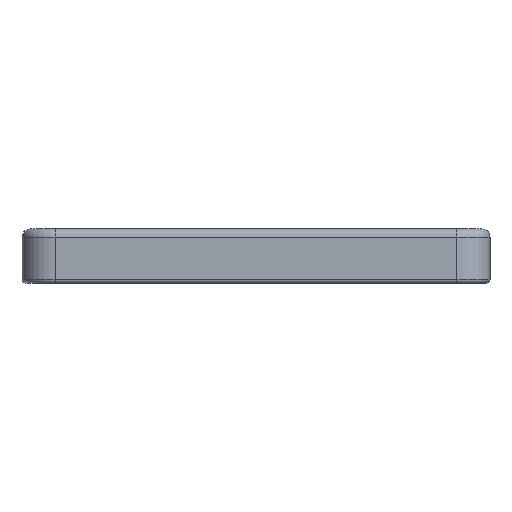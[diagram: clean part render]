
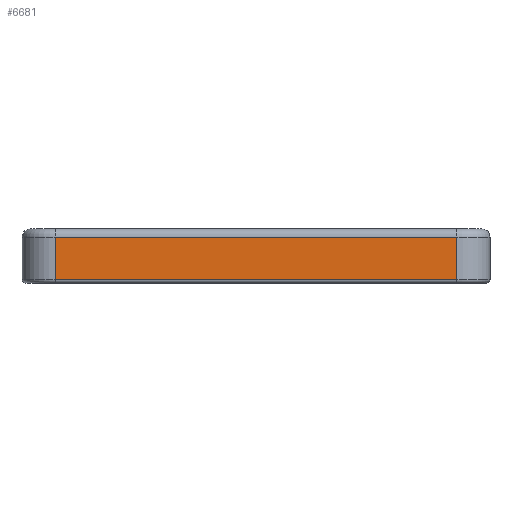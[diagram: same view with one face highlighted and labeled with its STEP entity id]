
A CAD part, left-side view. The second image highlights one B-rep face of the part: STEP entity #6681.
In plain terms, the highlighted planar face has unit normal (-1, 0, 0).
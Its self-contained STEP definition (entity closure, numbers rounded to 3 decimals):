
#306=PLANE('',#7385);
#639=FACE_OUTER_BOUND('',#1045,.T.);
#1045=EDGE_LOOP('',(#5641,#5642,#5643,#5644));
#1510=LINE('',#12411,#2041);
#1525=LINE('',#12502,#2056);
#1526=LINE('',#12506,#2057);
#1527=LINE('',#12507,#2058);
#2041=VECTOR('',#8938,10.);
#2056=VECTOR('',#9013,10.);
#2057=VECTOR('',#9018,10.);
#2058=VECTOR('',#9019,10.);
#3093=VERTEX_POINT('',#12401);
#3095=VERTEX_POINT('',#12407);
#3117=VERTEX_POINT('',#12501);
#3118=VERTEX_POINT('',#12505);
#3961=EDGE_CURVE('',#3093,#3095,#1510,.T.);
#3994=EDGE_CURVE('',#3095,#3117,#1525,.T.);
#3996=EDGE_CURVE('',#3118,#3093,#1526,.T.);
#3997=EDGE_CURVE('',#3117,#3118,#1527,.T.);
#5641=ORIENTED_EDGE('',*,*,#3961,.F.);
#5642=ORIENTED_EDGE('',*,*,#3996,.F.);
#5643=ORIENTED_EDGE('',*,*,#3997,.F.);
#5644=ORIENTED_EDGE('',*,*,#3994,.F.);
#6681=ADVANCED_FACE('',(#639),#306,.T.);
#7385=AXIS2_PLACEMENT_3D('',#12504,#9016,#9017);
#8938=DIRECTION('',(0.,1.,0.));
#9013=DIRECTION('',(0.,0.,1.));
#9016=DIRECTION('center_axis',(-1.,0.,0.));
#9017=DIRECTION('ref_axis',(0.,-1.,0.));
#9018=DIRECTION('',(0.,0.,-1.));
#9019=DIRECTION('',(0.,-1.,0.));
#12401=CARTESIAN_POINT('',(-26.06,-16.686,-5.1));
#12407=CARTESIAN_POINT('',(-26.06,31.635,-5.1));
#12411=CARTESIAN_POINT('',(-26.06,19.554,-5.1));
#12501=CARTESIAN_POINT('',(-26.06,31.635,0.));
#12502=CARTESIAN_POINT('',(-26.06,31.635,0.));
#12504=CARTESIAN_POINT('Origin',(-26.06,31.635,0.));
#12505=CARTESIAN_POINT('',(-26.06,-16.686,0.));
#12506=CARTESIAN_POINT('',(-26.06,-16.686,0.));
#12507=CARTESIAN_POINT('',(-26.06,19.554,0.));
